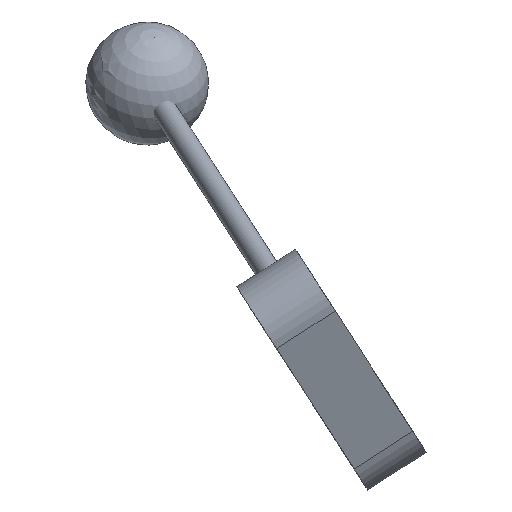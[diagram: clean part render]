
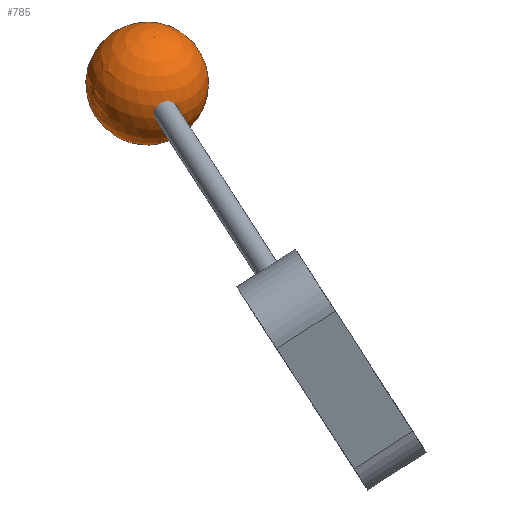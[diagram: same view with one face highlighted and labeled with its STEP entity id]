
A CAD part, front view. The second image highlights one B-rep face of the part: STEP entity #785.
In plain terms, the highlighted spherical face has radius 7.5 mm.
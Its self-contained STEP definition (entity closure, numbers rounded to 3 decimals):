
#49=SPHERICAL_SURFACE('',#864,7.5);
#86=FACE_OUTER_BOUND('',#133,.T.);
#133=EDGE_LOOP('',(#542,#543));
#309=CIRCLE('',#865,7.5);
#351=VERTEX_POINT('',#1220);
#352=VERTEX_POINT('',#1221);
#425=EDGE_CURVE('',#351,#352,#309,.T.);
#542=ORIENTED_EDGE('',*,*,#425,.T.);
#543=ORIENTED_EDGE('',*,*,#425,.F.);
#785=ADVANCED_FACE('',(#86),#49,.T.);
#864=AXIS2_PLACEMENT_3D('',#1219,#971,#972);
#865=AXIS2_PLACEMENT_3D('',#1222,#973,#974);
#971=DIRECTION('center_axis',(0.,0.,1.));
#972=DIRECTION('ref_axis',(1.,0.,0.));
#973=DIRECTION('center_axis',(0.,-1.,0.));
#974=DIRECTION('ref_axis',(-1.,0.,0.));
#1219=CARTESIAN_POINT('Origin',(-8.164,132.995,14.141));
#1220=CARTESIAN_POINT('',(-8.164,132.995,21.641));
#1221=CARTESIAN_POINT('',(-8.164,132.995,6.641));
#1222=CARTESIAN_POINT('Origin',(-8.164,132.995,14.141));
